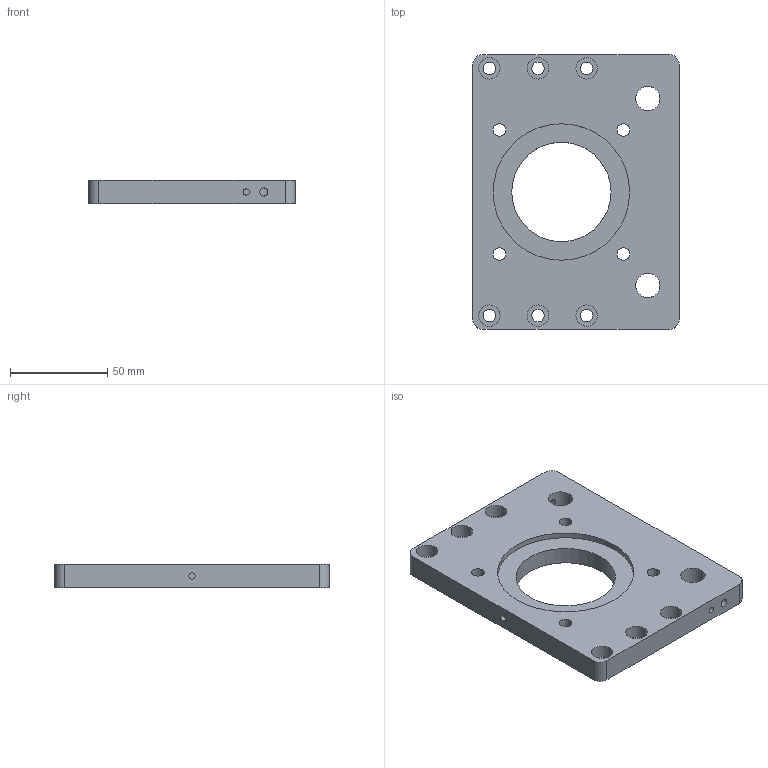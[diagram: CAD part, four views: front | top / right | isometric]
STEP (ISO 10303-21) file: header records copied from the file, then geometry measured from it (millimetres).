
FILE_DESCRIPTION(('CATIA V5 STEP Exchange'),'2;1');
FILE_NAME('VSOTR1100-X.Axis - safhe paye motor .2-AL-10pcs.stp','2022-10-29T15:45:04+00:00',('none'),('none'),'CATIA Version 5 Release 21 GA (IN-10)','CATIA V5 STEP AP214','none');
FILE_SCHEMA(('AUTOMOTIVE_DESIGN { 1 0 10303 214 1 1 1 1 }'));
Length unit declared in the file: millimetre
Products named in the file (1): VSOTR1100-X.Axis - safhe paye motor .2
Bounding box: 106 x 141 x 12 mm (x, y, z)
Volume: 137180 mm3; surface area: 37598.4 mm2
Topology: 1 solids, 1 shells, 82 faces, 210 edges, 144 vertices
Faces by surface type: cylinder 62, plane 20
Entity records: 2395 total; most frequent: CARTESIAN_POINT 456, ORIENTED_EDGE 420, DIRECTION 296, EDGE_CURVE 210, AXIS2_PLACEMENT_3D 166, VERTEX_POINT 144, EDGE_LOOP 126, CIRCLE 120
